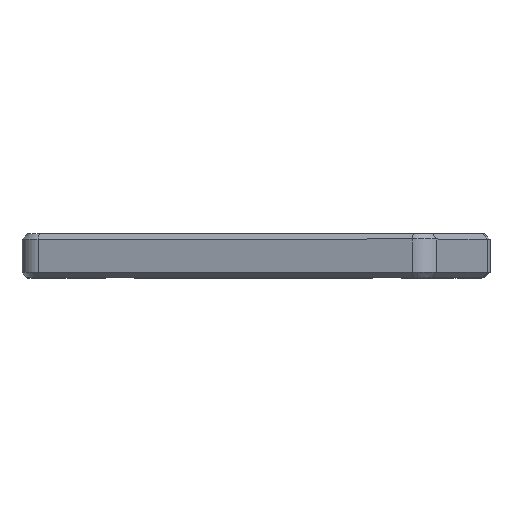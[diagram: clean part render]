
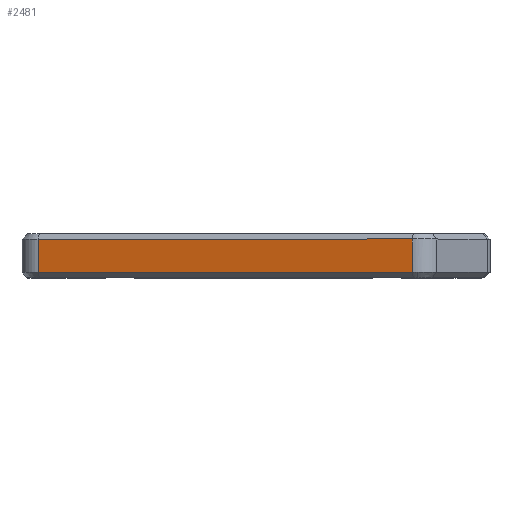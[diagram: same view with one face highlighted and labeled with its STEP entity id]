
A CAD part, top view. The second image highlights one B-rep face of the part: STEP entity #2481.
In plain terms, the highlighted planar face has unit normal (-0.264, 0, 0.964).
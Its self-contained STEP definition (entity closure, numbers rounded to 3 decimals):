
#61 = EDGE_CURVE ( 'NONE', #7274, #3329, #10348, .T. ) ;
#154 = EDGE_LOOP ( 'NONE', ( #819, #7532, #8098, #10182 ) ) ;
#261 = CARTESIAN_POINT ( 'NONE',  ( -64.839, 5.5, 23.098 ) ) ;
#819 = ORIENTED_EDGE ( 'NONE', *, *, #61, .F. ) ;
#858 = LINE ( 'NONE', #4845, #4094 ) ;
#1633 = CARTESIAN_POINT ( 'NONE',  ( -64.839, -167.226, 23.098 ) ) ;
#1645 = DIRECTION ( 'NONE',  ( 0.964, 0., 0.264 ) ) ;
#1705 = VERTEX_POINT ( 'NONE', #4890 ) ;
#2118 = CARTESIAN_POINT ( 'NONE',  ( -64.839, -167.226, 23.098 ) ) ;
#2397 = VECTOR ( 'NONE', #1645, 1000. ) ;
#2454 = CARTESIAN_POINT ( 'NONE',  ( -64.839, -6.7, 23.098 ) ) ;
#2481 = ADVANCED_FACE ( 'NONE', ( #5668 ), #9033, .T. ) ;
#2669 = AXIS2_PLACEMENT_3D ( 'NONE', #1633, #9925, #4930 ) ;
#3258 = CARTESIAN_POINT ( 'NONE',  ( 72.079, 5.5, 60.629 ) ) ;
#3329 = VERTEX_POINT ( 'NONE', #261 ) ;
#3501 = VECTOR ( 'NONE', #6036, 1000. ) ;
#4094 = VECTOR ( 'NONE', #8093, 1000. ) ;
#4845 = CARTESIAN_POINT ( 'NONE',  ( -64.839, 5.5, 23.098 ) ) ;
#4890 = CARTESIAN_POINT ( 'NONE',  ( 72.079, -6.7, 60.629 ) ) ;
#4930 = DIRECTION ( 'NONE',  ( 0.964, 0., 0.264 ) ) ;
#5376 = VECTOR ( 'NONE', #8706, 1000. ) ;
#5405 = LINE ( 'NONE', #6095, #3501 ) ;
#5476 = CARTESIAN_POINT ( 'NONE',  ( -64.839, -6.7, 23.098 ) ) ;
#5668 = FACE_OUTER_BOUND ( 'NONE', #154, .T. ) ;
#5677 = LINE ( 'NONE', #2454, #2397 ) ;
#5860 = EDGE_CURVE ( 'NONE', #1705, #7401, #5405, .T. ) ;
#6036 = DIRECTION ( 'NONE',  ( 0., 1., 0. ) ) ;
#6095 = CARTESIAN_POINT ( 'NONE',  ( 72.079, -167.226, 60.629 ) ) ;
#7274 = VERTEX_POINT ( 'NONE', #5476 ) ;
#7401 = VERTEX_POINT ( 'NONE', #3258 ) ;
#7532 = ORIENTED_EDGE ( 'NONE', *, *, #10108, .T. ) ;
#8093 = DIRECTION ( 'NONE',  ( -0.964, 0., -0.264 ) ) ;
#8098 = ORIENTED_EDGE ( 'NONE', *, *, #5860, .T. ) ;
#8706 = DIRECTION ( 'NONE',  ( 0., 1., 0. ) ) ;
#9033 = PLANE ( 'NONE',  #2669 ) ;
#9726 = EDGE_CURVE ( 'NONE', #7401, #3329, #858, .T. ) ;
#9925 = DIRECTION ( 'NONE',  ( -0.264, 0., 0.964 ) ) ;
#10108 = EDGE_CURVE ( 'NONE', #7274, #1705, #5677, .T. ) ;
#10182 = ORIENTED_EDGE ( 'NONE', *, *, #9726, .T. ) ;
#10348 = LINE ( 'NONE', #2118, #5376 ) ;
